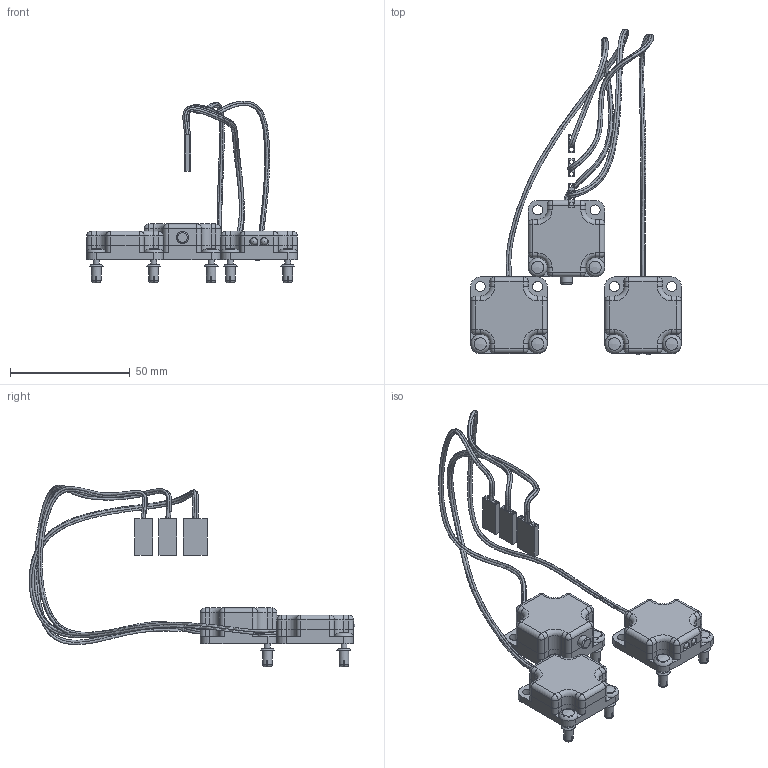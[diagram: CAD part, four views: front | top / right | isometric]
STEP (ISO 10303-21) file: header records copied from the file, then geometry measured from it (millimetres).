
FILE_DESCRIPTION( ( '' ), ' ' );
FILE_NAME( '5e2f05be139e8f14a6ff6c9c.step', '2020-01-27T15:46:07', ( '' ), ( '' ), ' ', ' ', ' ' );
FILE_SCHEMA( ( 'AUTOMOTIVE_DESIGN { 1 0 10303 214 1 1 1 1 }' ) );
Length unit declared in the file: metre
Products named in the file (28): 45-2006 ODS <1>; 45-0100; Part 2; 45-0116; Part 1; 45-2005 Integrating Gyro <1>; 45-0113 to 45-0115; 45-0101; 45-2007 Touch Sensor <1>; 45-0117; BB Step 13 <1>; 11-6002 Quick Connect - Medium; Int Gyro White Wire; Int Gyro Red Wire; Int Gyro Yellow Wire; Molex 4-Wire; Int Gyro Black Wire; BB Step 12 <1>; BB ODS Red Wire; BB ODS Black Wire; BB ODS Yellow Wire; Molex 3-Wire; BB Step 9 <1>; Assem1; BBM Touch Yellow Wire; BBM Touch Red Wire; BBM Touch Black Wire
Assembly tree (34 placements, depth 4):
  Assem1
    11-6002 Quick Connect - Medium  x2
    BBM Touch Yellow Wire
    Molex 3-Wire
    BBM Touch Red Wire
    BBM Touch Black Wire
    BB Step 12 <1>
      BB ODS Red Wire
      11-6002 Quick Connect - Medium
      BB ODS Black Wire
      BB ODS Yellow Wire
      Molex 3-Wire
      45-2006 ODS <1>
        45-0100
        Part 2
        45-0116
        Part 1
    BB Step 13 <1>
      11-6002 Quick Connect - Medium
      Int Gyro White Wire
      Int Gyro Red Wire
      Int Gyro Yellow Wire
      Molex 4-Wire
      Int Gyro Black Wire
      45-2005 Integrating Gyro <1>
        45-0113 to 45-0115
        45-0101
    BB Step 9 <1>
      11-6002 Quick Connect - Medium  x2
      45-2007 Touch Sensor <1>
        Part 1
        45-0117
        45-0100
Bounding box: 88 x 135.96 x 76.01 mm (x, y, z)
Volume: 17500.6 mm3; surface area: 30972.8 mm2
Topology: 28 solids, 28 shells, 1288 faces, 3360 edges, 2165 vertices
Faces by surface type: plane 573, cylinder 480, sphere 110, torus 94, cone 18, bspline 13
Full cylindrical faces by diameter (mm): 1.85 x6, 2.25 x6, 2.45 x12, 2.55 x12, 3 x2, 4 x6, 4.2 x12, 5 x7, 5.1 x1
Entity records: 39434 total; most frequent: CARTESIAN_POINT 10071, DIRECTION 4724, ORIENTED_EDGE 4366, EDGE_CURVE 2183, AXIS2_PLACEMENT_3D 1738, VERTEX_POINT 1402, LINE 1248, VECTOR 1248
